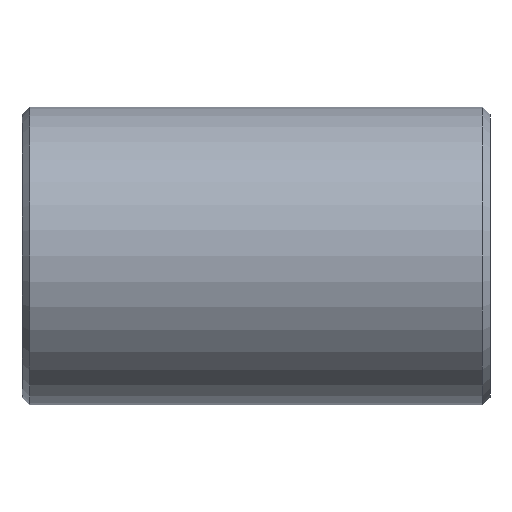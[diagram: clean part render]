
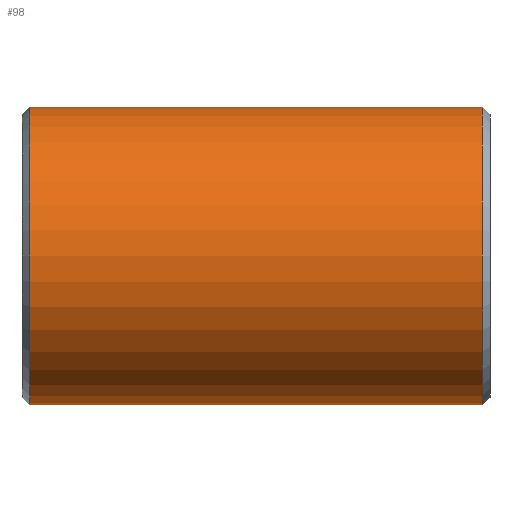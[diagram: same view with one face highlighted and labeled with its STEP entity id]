
A CAD part, front view. The second image highlights one B-rep face of the part: STEP entity #98.
In plain terms, the highlighted cylindrical face has radius 177.8 mm (diameter 355.6 mm), a partial arc.
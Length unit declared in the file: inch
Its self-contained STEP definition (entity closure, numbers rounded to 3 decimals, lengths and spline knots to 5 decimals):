
#1 = DIRECTION ( 'NONE',  ( -1., 0., 0. ) ) ;
#9 = VECTOR ( 'NONE', #415, 39.37008 ) ;
#13 = EDGE_CURVE ( 'NONE', #498, #464, #87, .T. ) ;
#14 = CYLINDRICAL_SURFACE ( 'NONE', #586, 7. ) ;
#42 = ORIENTED_EDGE ( 'NONE', *, *, #252, .T. ) ;
#43 = CIRCLE ( 'NONE', #141, 7. ) ;
#57 = DIRECTION ( 'NONE',  ( -1., 0., 0. ) ) ;
#62 = CARTESIAN_POINT ( 'NONE',  ( 0., 0., -7. ) ) ;
#85 = VERTEX_POINT ( 'NONE', #150 ) ;
#87 = LINE ( 'NONE', #235, #9 ) ;
#98 = ADVANCED_FACE ( 'NONE', ( #378 ), #14, .T. ) ;
#115 = VERTEX_POINT ( 'NONE', #62 ) ;
#121 = DIRECTION ( 'NONE',  ( -1., 0., 0. ) ) ;
#131 = ORIENTED_EDGE ( 'NONE', *, *, #382, .T. ) ;
#141 = AXIS2_PLACEMENT_3D ( 'NONE', #454, #362, #404 ) ;
#142 = CARTESIAN_POINT ( 'NONE',  ( 10.63533, 0., 7. ) ) ;
#150 = CARTESIAN_POINT ( 'NONE',  ( 10.63533, 0., -7. ) ) ;
#159 = CARTESIAN_POINT ( 'NONE',  ( 11., 0., 7. ) ) ;
#166 = CARTESIAN_POINT ( 'NONE',  ( -10.63533, 0., -7. ) ) ;
#170 = CARTESIAN_POINT ( 'NONE',  ( 11., 0., -7. ) ) ;
#187 = LINE ( 'NONE', #501, #588 ) ;
#195 = CARTESIAN_POINT ( 'NONE',  ( 11., 0., 0. ) ) ;
#200 = VECTOR ( 'NONE', #352, 39.37008 ) ;
#210 = ORIENTED_EDGE ( 'NONE', *, *, #426, .T. ) ;
#213 = EDGE_LOOP ( 'NONE', ( #386, #131, #260, #42, #210, #315 ) ) ;
#223 = CARTESIAN_POINT ( 'NONE',  ( -10.63533, 0., 7. ) ) ;
#232 = DIRECTION ( 'NONE',  ( -1., 0., 0. ) ) ;
#235 = CARTESIAN_POINT ( 'NONE',  ( 11., 0., 7. ) ) ;
#252 = EDGE_CURVE ( 'NONE', #464, #482, #346, .T. ) ;
#260 = ORIENTED_EDGE ( 'NONE', *, *, #13, .T. ) ;
#276 = CARTESIAN_POINT ( 'NONE',  ( 0., 0., 7. ) ) ;
#307 = DIRECTION ( 'NONE',  ( 0., 0., -1. ) ) ;
#315 = ORIENTED_EDGE ( 'NONE', *, *, #320, .F. ) ;
#320 = EDGE_CURVE ( 'NONE', #115, #590, #436, .T. ) ;
#346 = LINE ( 'NONE', #159, #418 ) ;
#352 = DIRECTION ( 'NONE',  ( -1., 0., 0. ) ) ;
#354 = CARTESIAN_POINT ( 'NONE',  ( 10.63533, 0., 0. ) ) ;
#361 = EDGE_CURVE ( 'NONE', #85, #115, #187, .T. ) ;
#362 = DIRECTION ( 'NONE',  ( 1., 0., 0. ) ) ;
#378 = FACE_OUTER_BOUND ( 'NONE', #213, .T. ) ;
#382 = EDGE_CURVE ( 'NONE', #85, #498, #552, .T. ) ;
#386 = ORIENTED_EDGE ( 'NONE', *, *, #361, .F. ) ;
#404 = DIRECTION ( 'NONE',  ( 0., 0., 1. ) ) ;
#415 = DIRECTION ( 'NONE',  ( -1., 0., 0. ) ) ;
#418 = VECTOR ( 'NONE', #121, 39.37008 ) ;
#425 = AXIS2_PLACEMENT_3D ( 'NONE', #354, #1, #307 ) ;
#426 = EDGE_CURVE ( 'NONE', #482, #590, #43, .T. ) ;
#436 = LINE ( 'NONE', #170, #200 ) ;
#454 = CARTESIAN_POINT ( 'NONE',  ( -10.63533, 0., 0. ) ) ;
#464 = VERTEX_POINT ( 'NONE', #276 ) ;
#482 = VERTEX_POINT ( 'NONE', #223 ) ;
#498 = VERTEX_POINT ( 'NONE', #142 ) ;
#501 = CARTESIAN_POINT ( 'NONE',  ( 11., 0., -7. ) ) ;
#521 = DIRECTION ( 'NONE',  ( 0., 0., 1. ) ) ;
#552 = CIRCLE ( 'NONE', #425, 7. ) ;
#586 = AXIS2_PLACEMENT_3D ( 'NONE', #195, #57, #521 ) ;
#588 = VECTOR ( 'NONE', #232, 39.37008 ) ;
#590 = VERTEX_POINT ( 'NONE', #166 ) ;
